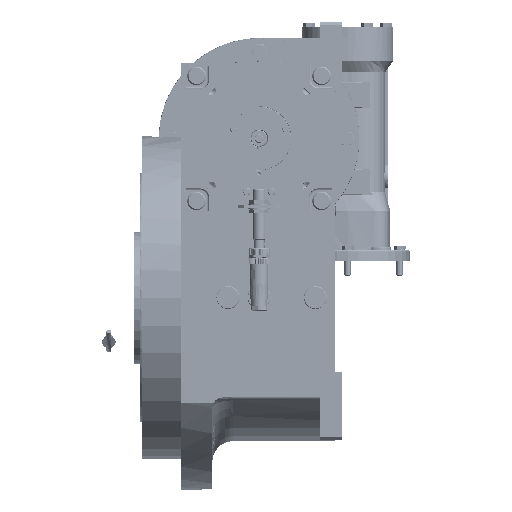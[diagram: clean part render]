
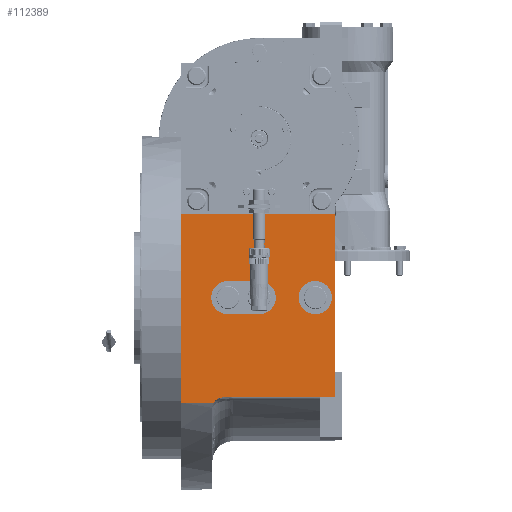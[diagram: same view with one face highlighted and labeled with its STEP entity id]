
A CAD part, left-side view. The second image highlights one B-rep face of the part: STEP entity #112389.
In plain terms, the highlighted planar face has unit normal (-1, 0, 0).
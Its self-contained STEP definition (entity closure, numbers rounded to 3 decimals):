
#233 = CARTESIAN_POINT ( 'NONE',  ( -155., 0., 60. ) ) ;
#883 = VERTEX_POINT ( 'NONE', #94509 ) ;
#909 = LINE ( 'NONE', #49777, #86646 ) ;
#941 = FACE_BOUND ( 'NONE', #140812, .T. ) ;
#4851 = VERTEX_POINT ( 'NONE', #109720 ) ;
#5258 = CARTESIAN_POINT ( 'NONE',  ( -155., 30., -16. ) ) ;
#8329 = CARTESIAN_POINT ( 'NONE',  ( -155., 0., 60. ) ) ;
#8452 = ORIENTED_EDGE ( 'NONE', *, *, #24466, .F. ) ;
#8688 = DIRECTION ( 'NONE',  ( 1., 0., 0. ) ) ;
#11151 = CIRCLE ( 'NONE', #98426, 16. ) ;
#12699 = VECTOR ( 'NONE', #71207, 1000. ) ;
#15039 = CARTESIAN_POINT ( 'NONE',  ( -155., 30., 16. ) ) ;
#15777 = ORIENTED_EDGE ( 'NONE', *, *, #71646, .T. ) ;
#16072 = EDGE_CURVE ( 'NONE', #135483, #84878, #94575, .T. ) ;
#16586 = VERTEX_POINT ( 'NONE', #110873 ) ;
#17379 = DIRECTION ( 'NONE',  ( 0., 1., 0. ) ) ;
#21572 = DIRECTION ( 'NONE',  ( 0., 1., 0. ) ) ;
#22715 = FACE_BOUND ( 'NONE', #140728, .T. ) ;
#24466 = EDGE_CURVE ( 'NONE', #127831, #137344, #909, .T. ) ;
#25846 = DIRECTION ( 'NONE',  ( 0., -1., 0. ) ) ;
#26561 = ORIENTED_EDGE ( 'NONE', *, *, #16072, .F. ) ;
#26623 = CARTESIAN_POINT ( 'NONE',  ( -155., 35., -106. ) ) ;
#28954 = ORIENTED_EDGE ( 'NONE', *, *, #91627, .T. ) ;
#29836 = CIRCLE ( 'NONE', #140852, 2.1 ) ;
#30352 = AXIS2_PLACEMENT_3D ( 'NONE', #26623, #116077, #102031 ) ;
#31267 = ORIENTED_EDGE ( 'NONE', *, *, #83704, .F. ) ;
#31427 = CARTESIAN_POINT ( 'NONE',  ( -155., -54., 0. ) ) ;
#32130 = EDGE_LOOP ( 'NONE', ( #106336, #15777 ) ) ;
#33103 = LINE ( 'NONE', #144906, #12699 ) ;
#35233 = EDGE_CURVE ( 'NONE', #78072, #119075, #29836, .T. ) ;
#36759 = EDGE_CURVE ( 'NONE', #883, #64928, #122763, .T. ) ;
#37253 = CARTESIAN_POINT ( 'NONE',  ( -155., -54., 0. ) ) ;
#38636 = DIRECTION ( 'NONE',  ( 0., 0., 1. ) ) ;
#39449 = LINE ( 'NONE', #5258, #75742 ) ;
#39479 = ORIENTED_EDGE ( 'NONE', *, *, #155415, .F. ) ;
#42530 = CARTESIAN_POINT ( 'NONE',  ( -155., -70., 0. ) ) ;
#42685 = ORIENTED_EDGE ( 'NONE', *, *, #66063, .T. ) ;
#46503 = DIRECTION ( 'NONE',  ( -1., 0., 0. ) ) ;
#46763 = CARTESIAN_POINT ( 'NONE',  ( -155., -73., -100.995 ) ) ;
#47117 = CIRCLE ( 'NONE', #158098, 16. ) ;
#47706 = CARTESIAN_POINT ( 'NONE',  ( -155., 35., -96. ) ) ;
#48325 = EDGE_CURVE ( 'NONE', #137344, #79510, #103242, .T. ) ;
#49777 = CARTESIAN_POINT ( 'NONE',  ( -155., 43.657, -100.995 ) ) ;
#50816 = CARTESIAN_POINT ( 'NONE',  ( -155., 0., -16. ) ) ;
#51460 = PLANE ( 'NONE',  #79726 ) ;
#51538 = CIRCLE ( 'NONE', #30352, 10. ) ;
#55625 = VECTOR ( 'NONE', #38636, 1000. ) ;
#58673 = DIRECTION ( 'NONE',  ( 1., 0., 0. ) ) ;
#58861 = DIRECTION ( 'NONE',  ( 1., 0., 0. ) ) ;
#59034 = ORIENTED_EDGE ( 'NONE', *, *, #131036, .T. ) ;
#59073 = DIRECTION ( 'NONE',  ( -1., 0., 0. ) ) ;
#59487 = DIRECTION ( 'NONE',  ( 0., 0., 1. ) ) ;
#60360 = CIRCLE ( 'NONE', #86845, 2.1 ) ;
#60807 = DIRECTION ( 'NONE',  ( 0., 0., 1. ) ) ;
#60856 = ORIENTED_EDGE ( 'NONE', *, *, #36759, .F. ) ;
#62678 = DIRECTION ( 'NONE',  ( 0., -1., 0. ) ) ;
#63568 = AXIS2_PLACEMENT_3D ( 'NONE', #8329, #58861, #21572 ) ;
#63871 = FACE_BOUND ( 'NONE', #32130, .T. ) ;
#64928 = VERTEX_POINT ( 'NONE', #42530 ) ;
#65604 = CARTESIAN_POINT ( 'NONE',  ( -155., 0., 16. ) ) ;
#66063 = EDGE_CURVE ( 'NONE', #127831, #117056, #51538, .T. ) ;
#68232 = LINE ( 'NONE', #78231, #156881 ) ;
#69554 = DIRECTION ( 'NONE',  ( -1., 0., 0. ) ) ;
#70832 = FACE_OUTER_BOUND ( 'NONE', #162410, .T. ) ;
#70863 = ORIENTED_EDGE ( 'NONE', *, *, #80024, .T. ) ;
#70874 = VERTEX_POINT ( 'NONE', #93861 ) ;
#71207 = DIRECTION ( 'NONE',  ( 0., 0., 1. ) ) ;
#71646 = EDGE_CURVE ( 'NONE', #128934, #16586, #60360, .T. ) ;
#72462 = CARTESIAN_POINT ( 'NONE',  ( -155., 0., 32. ) ) ;
#73443 = AXIS2_PLACEMENT_3D ( 'NONE', #82966, #46503, #147504 ) ;
#73753 = CARTESIAN_POINT ( 'NONE',  ( -155., 30., -16. ) ) ;
#75742 = VECTOR ( 'NONE', #62678, 1000. ) ;
#76052 = VECTOR ( 'NONE', #96828, 1000. ) ;
#77832 = VECTOR ( 'NONE', #122567, 1000. ) ;
#78072 = VERTEX_POINT ( 'NONE', #152508 ) ;
#78231 = CARTESIAN_POINT ( 'NONE',  ( -155., 0., 16. ) ) ;
#79510 = VERTEX_POINT ( 'NONE', #120337 ) ;
#79726 = AXIS2_PLACEMENT_3D ( 'NONE', #46763, #114374, #60807 ) ;
#80024 = EDGE_CURVE ( 'NONE', #119075, #78072, #134957, .T. ) ;
#81017 = VERTEX_POINT ( 'NONE', #73753 ) ;
#82966 = CARTESIAN_POINT ( 'NONE',  ( -155., 0., 0. ) ) ;
#83704 = EDGE_CURVE ( 'NONE', #126523, #81017, #11151, .T. ) ;
#84470 = CARTESIAN_POINT ( 'NONE',  ( -155., -73., -96. ) ) ;
#84878 = VERTEX_POINT ( 'NONE', #65604 ) ;
#86646 = VECTOR ( 'NONE', #87871, 1000. ) ;
#86845 = AXIS2_PLACEMENT_3D ( 'NONE', #119955, #58673, #147237 ) ;
#87756 = LINE ( 'NONE', #84470, #77832 ) ;
#87871 = DIRECTION ( 'NONE',  ( 0., 1., 0. ) ) ;
#89150 = CARTESIAN_POINT ( 'NONE',  ( -155., 75., -100.995 ) ) ;
#91627 = EDGE_CURVE ( 'NONE', #4851, #79510, #108434, .T. ) ;
#93861 = CARTESIAN_POINT ( 'NONE',  ( -155., -73., -96. ) ) ;
#94290 = CARTESIAN_POINT ( 'NONE',  ( -155., 30., 0. ) ) ;
#94509 = CARTESIAN_POINT ( 'NONE',  ( -155., -38., 0. ) ) ;
#94575 = CIRCLE ( 'NONE', #73443, 16. ) ;
#96828 = DIRECTION ( 'NONE',  ( 0., 1., 0. ) ) ;
#98426 = AXIS2_PLACEMENT_3D ( 'NONE', #94290, #144804, #59487 ) ;
#102031 = DIRECTION ( 'NONE',  ( 0., 0.866, 0.5 ) ) ;
#103242 = LINE ( 'NONE', #89150, #55625 ) ;
#106336 = ORIENTED_EDGE ( 'NONE', *, *, #133038, .T. ) ;
#108434 = LINE ( 'NONE', #147316, #76052 ) ;
#109004 = AXIS2_PLACEMENT_3D ( 'NONE', #72462, #8688, #122946 ) ;
#109720 = CARTESIAN_POINT ( 'NONE',  ( -155., -73., 80. ) ) ;
#110873 = CARTESIAN_POINT ( 'NONE',  ( -155., 2.1, 32. ) ) ;
#112389 = ADVANCED_FACE ( 'NONE', ( #22715, #941, #63871, #126784, #70832 ), #51460, .T. ) ;
#113457 = ORIENTED_EDGE ( 'NONE', *, *, #153630, .F. ) ;
#114374 = DIRECTION ( 'NONE',  ( -1., 0., 0. ) ) ;
#114474 = DIRECTION ( 'NONE',  ( 1., 0., 0. ) ) ;
#115473 = DIRECTION ( 'NONE',  ( 0., 1., 0. ) ) ;
#116077 = DIRECTION ( 'NONE',  ( 1., 0., 0. ) ) ;
#117056 = VERTEX_POINT ( 'NONE', #47706 ) ;
#117571 = EDGE_LOOP ( 'NONE', ( #70863, #117657 ) ) ;
#117657 = ORIENTED_EDGE ( 'NONE', *, *, #35233, .T. ) ;
#119075 = VERTEX_POINT ( 'NONE', #139331 ) ;
#119955 = CARTESIAN_POINT ( 'NONE',  ( -155., 0., 32. ) ) ;
#120337 = CARTESIAN_POINT ( 'NONE',  ( -155., 75., 80. ) ) ;
#121176 = DIRECTION ( 'NONE',  ( 0., -1., 0. ) ) ;
#122567 = DIRECTION ( 'NONE',  ( 0., 1., 0. ) ) ;
#122763 = CIRCLE ( 'NONE', #159775, 16. ) ;
#122946 = DIRECTION ( 'NONE',  ( 0., 1., 0. ) ) ;
#126523 = VERTEX_POINT ( 'NONE', #15039 ) ;
#126784 = FACE_BOUND ( 'NONE', #117571, .T. ) ;
#127831 = VERTEX_POINT ( 'NONE', #162538 ) ;
#128934 = VERTEX_POINT ( 'NONE', #138719 ) ;
#131036 = EDGE_CURVE ( 'NONE', #70874, #4851, #33103, .T. ) ;
#133038 = EDGE_CURVE ( 'NONE', #16586, #128934, #143245, .T. ) ;
#134957 = CIRCLE ( 'NONE', #63568, 2.1 ) ;
#135483 = VERTEX_POINT ( 'NONE', #50816 ) ;
#137344 = VERTEX_POINT ( 'NONE', #155727 ) ;
#138719 = CARTESIAN_POINT ( 'NONE',  ( -155., -2.1, 32. ) ) ;
#139331 = CARTESIAN_POINT ( 'NONE',  ( -155., 2.1, 60. ) ) ;
#140279 = ORIENTED_EDGE ( 'NONE', *, *, #48325, .F. ) ;
#140635 = ORIENTED_EDGE ( 'NONE', *, *, #161532, .F. ) ;
#140728 = EDGE_LOOP ( 'NONE', ( #157555, #26561, #113457, #31267 ) ) ;
#140812 = EDGE_LOOP ( 'NONE', ( #39479, #60856 ) ) ;
#140852 = AXIS2_PLACEMENT_3D ( 'NONE', #233, #114474, #25846 ) ;
#143245 = CIRCLE ( 'NONE', #109004, 2.1 ) ;
#144804 = DIRECTION ( 'NONE',  ( -1., 0., 0. ) ) ;
#144906 = CARTESIAN_POINT ( 'NONE',  ( -155., -73., -96. ) ) ;
#147237 = DIRECTION ( 'NONE',  ( 0., -1., 0. ) ) ;
#147316 = CARTESIAN_POINT ( 'NONE',  ( -155., -73., 80. ) ) ;
#147504 = DIRECTION ( 'NONE',  ( 0., 0., -1. ) ) ;
#152508 = CARTESIAN_POINT ( 'NONE',  ( -155., -2.1, 60. ) ) ;
#153630 = EDGE_CURVE ( 'NONE', #81017, #135483, #39449, .T. ) ;
#155415 = EDGE_CURVE ( 'NONE', #64928, #883, #47117, .T. ) ;
#155727 = CARTESIAN_POINT ( 'NONE',  ( -155., 75., -100.995 ) ) ;
#156881 = VECTOR ( 'NONE', #115473, 1000. ) ;
#157555 = ORIENTED_EDGE ( 'NONE', *, *, #157873, .F. ) ;
#157873 = EDGE_CURVE ( 'NONE', #84878, #126523, #68232, .T. ) ;
#158098 = AXIS2_PLACEMENT_3D ( 'NONE', #37253, #59073, #121176 ) ;
#159775 = AXIS2_PLACEMENT_3D ( 'NONE', #31427, #69554, #17379 ) ;
#161532 = EDGE_CURVE ( 'NONE', #70874, #117056, #87756, .T. ) ;
#162410 = EDGE_LOOP ( 'NONE', ( #59034, #28954, #140279, #8452, #42685, #140635 ) ) ;
#162538 = CARTESIAN_POINT ( 'NONE',  ( -155., 43.657, -100.995 ) ) ;
